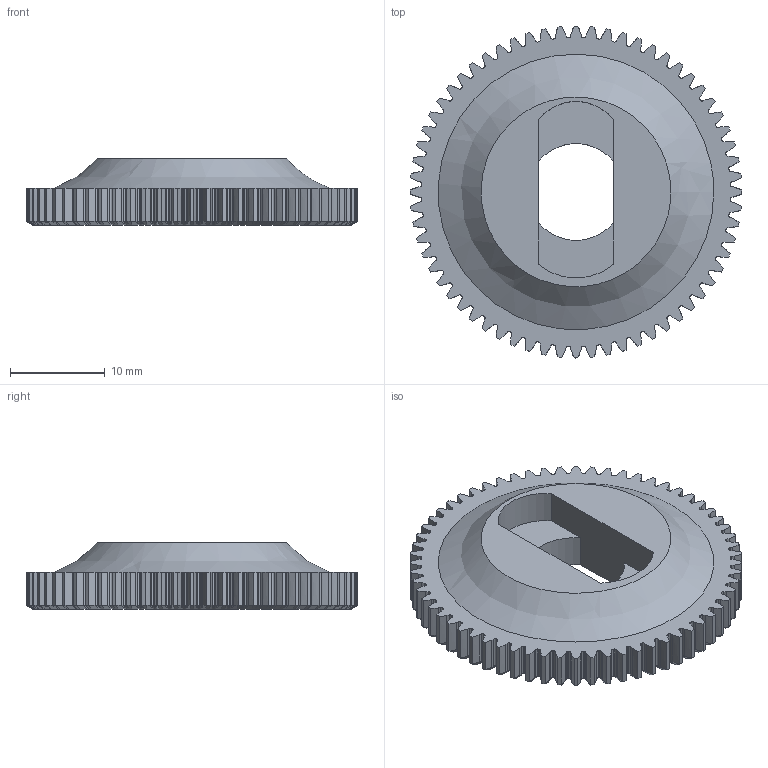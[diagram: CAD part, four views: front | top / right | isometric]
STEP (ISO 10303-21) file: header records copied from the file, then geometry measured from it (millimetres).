
FILE_DESCRIPTION(('FreeCAD Model'),'2;1');
FILE_NAME('Open CASCADE Shape Model','2025-03-03T18:17:05',(''),(''), 'Open CASCADE STEP processor 7.7','FreeCAD','Unknown');
FILE_SCHEMA(('AUTOMOTIVE_DESIGN { 1 0 10303 214 1 1 1 1 }'));
Length unit declared in the file: millimetre
Products named in the file (1): Spur gear
Bounding box: 34.98 x 34.98 x 7 mm (x, y, z)
Volume: 4143.1 mm3; surface area: 2782 mm2
Topology: 1 solids, 1 shells, 1044 faces, 2611 edges, 1570 vertices
Faces by surface type: bspline 449, cylinder 260, extrusion 256, cone 64, plane 15
Entity records: 34529 total; most frequent: CARTESIAN_POINT 13087, ORIENTED_EDGE 5222, DIRECTION 3040, EDGE_CURVE 2611, VERTEX_POINT 1570, B_SPLINE_CURVE_WITH_KNOTS 1539, AXIS2_PLACEMENT_3D 1116, FACE_BOUND 1047
